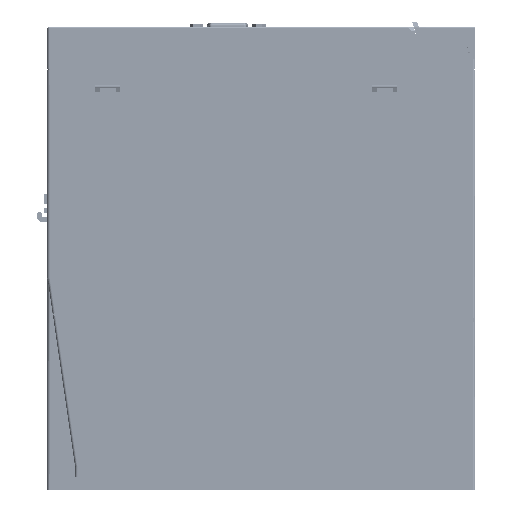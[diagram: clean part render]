
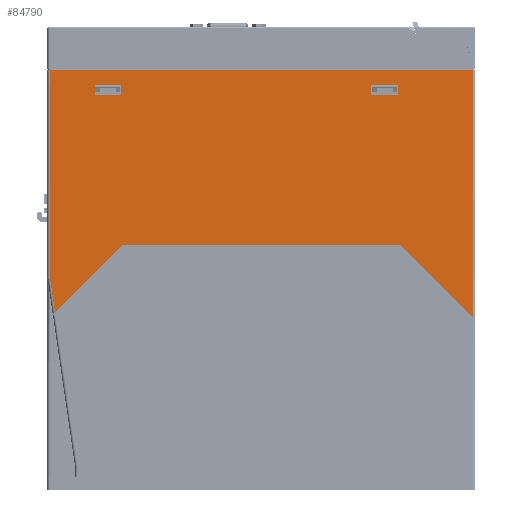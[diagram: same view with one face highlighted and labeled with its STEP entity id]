
A CAD part, left-side view. The second image highlights one B-rep face of the part: STEP entity #84790.
In plain terms, the highlighted planar face has unit normal (-1, 0, 0).
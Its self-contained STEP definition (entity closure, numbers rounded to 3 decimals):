
#8608=DIRECTION('',(0.,0.,1.));
#8609=VECTOR('',#8608,82.656);
#8610=CARTESIAN_POINT('',(-40.,89.,-100.656));
#8611=LINE('',#8610,#8609);
#8612=DIRECTION('',(0.,-1.,0.));
#8613=VECTOR('',#8612,168.);
#8614=CARTESIAN_POINT('',(-40.,89.,-18.));
#8615=LINE('',#8614,#8613);
#8616=DIRECTION('',(0.,0.707,0.707));
#8617=VECTOR('',#8616,40.719);
#8618=CARTESIAN_POINT('',(-40.,-79.,
-116.293));
#8619=LINE('',#8618,#8617);
#8620=DIRECTION('',(0.,0.707,-0.707));
#8621=VECTOR('',#8620,37.891);
#8622=CARTESIAN_POINT('',(-40.,60.207,-87.5));
#8623=LINE('',#8622,#8621);
#8624=DIRECTION('',(0.,0.145,0.989));
#8625=VECTOR('',#8624,13.782);
#8626=CARTESIAN_POINT('',(-40.,87.,
-114.293));
#8627=LINE('',#8626,#8625);
#8632=DIRECTION('',(0.,0.,1.));
#8633=VECTOR('',#8632,98.293);
#8634=CARTESIAN_POINT('',(-40.,-79.,
-116.293));
#8635=LINE('',#8634,#8633);
#8649=DIRECTION('',(0.,-1.,0.));
#8650=VECTOR('',#8649,110.414);
#8651=CARTESIAN_POINT('',(-40.,60.207,-87.5));
#8652=LINE('',#8651,#8650);
#8702=DIRECTION('',(0.,0.,-1.));
#8703=VECTOR('',#8702,4.);
#8704=CARTESIAN_POINT('',(-40.,-49.25,-24.1));
#8705=LINE('',#8704,#8703);
#8758=DIRECTION('',(0.,0.,1.));
#8759=VECTOR('',#8758,4.);
#8760=CARTESIAN_POINT('',(-40.,-38.75,-28.1));
#8761=LINE('',#8760,#8759);
#8766=DIRECTION('',(0.,1.,0.));
#8767=VECTOR('',#8766,10.5);
#8768=CARTESIAN_POINT('',(-40.,-49.25,-28.1));
#8769=LINE('',#8768,#8767);
#8774=DIRECTION('',(0.,-1.,0.));
#8775=VECTOR('',#8774,10.5);
#8776=CARTESIAN_POINT('',(-40.,-38.75,-24.1));
#8777=LINE('',#8776,#8775);
#8876=DIRECTION('',(0.,0.,-1.));
#8877=VECTOR('',#8876,4.);
#8878=CARTESIAN_POINT('',(-40.,60.75,-24.1));
#8879=LINE('',#8878,#8877);
#8932=DIRECTION('',(0.,0.,1.));
#8933=VECTOR('',#8932,4.);
#8934=CARTESIAN_POINT('',(-40.,71.25,-28.1));
#8935=LINE('',#8934,#8933);
#8940=DIRECTION('',(0.,1.,0.));
#8941=VECTOR('',#8940,10.5);
#8942=CARTESIAN_POINT('',(-40.,60.75,-28.1));
#8943=LINE('',#8942,#8941);
#8948=DIRECTION('',(0.,-1.,0.));
#8949=VECTOR('',#8948,10.5);
#8950=CARTESIAN_POINT('',(-40.,71.25,-24.1));
#8951=LINE('',#8950,#8949);
#57755=CARTESIAN_POINT('',(-40.,-79.,-18.));
#57757=VERTEX_POINT('',#57755);
#57758=CARTESIAN_POINT('',(-40.,89.,-18.));
#57759=VERTEX_POINT('',#57758);
#58435=CARTESIAN_POINT('',(-40.,89.,-100.656));
#58436=VERTEX_POINT('',#58435);
#58437=CARTESIAN_POINT('',(-40.,-79.,
-116.293));
#58438=CARTESIAN_POINT('',(-40.,-50.207,-87.5));
#58439=VERTEX_POINT('',#58437);
#58440=VERTEX_POINT('',#58438);
#58441=CARTESIAN_POINT('',(-40.,60.207,-87.5));
#58442=CARTESIAN_POINT('',(-40.,87.,
-114.293));
#58443=VERTEX_POINT('',#58441);
#58444=VERTEX_POINT('',#58442);
#66849=CARTESIAN_POINT('',(-40.,-49.25,-24.1));
#66850=VERTEX_POINT('',#66849);
#66851=CARTESIAN_POINT('',(-40.,-49.25,-28.1));
#66852=VERTEX_POINT('',#66851);
#66855=CARTESIAN_POINT('',(-40.,-38.75,-28.1));
#66856=VERTEX_POINT('',#66855);
#66859=CARTESIAN_POINT('',(-40.,-38.75,-24.1));
#66860=VERTEX_POINT('',#66859);
#66865=CARTESIAN_POINT('',(-40.,60.75,-24.1));
#66866=VERTEX_POINT('',#66865);
#66867=CARTESIAN_POINT('',(-40.,60.75,-28.1));
#66868=VERTEX_POINT('',#66867);
#66871=CARTESIAN_POINT('',(-40.,71.25,-28.1));
#66872=VERTEX_POINT('',#66871);
#66875=CARTESIAN_POINT('',(-40.,71.25,-24.1));
#66876=VERTEX_POINT('',#66875);
#84752=CARTESIAN_POINT('',(-40.,5.,-67.146));
#84753=DIRECTION('',(1.,0.,0.));
#84754=DIRECTION('',(0.,1.,0.));
#84755=AXIS2_PLACEMENT_3D('',#84752,#84753,#84754);
#84756=PLANE('',#84755);
#84758=ORIENTED_EDGE('',*,*,#84757,.T.);
#84759=ORIENTED_EDGE('',*,*,#83746,.T.);
#84761=ORIENTED_EDGE('',*,*,#84760,.F.);
#84763=ORIENTED_EDGE('',*,*,#84762,.T.);
#84765=ORIENTED_EDGE('',*,*,#84764,.F.);
#84766=ORIENTED_EDGE('',*,*,#84744,.T.);
#84767=ORIENTED_EDGE('',*,*,#84733,.T.);
#84768=EDGE_LOOP('',(#84758,#84759,#84761,#84763,#84765,#84766,#84767));
#84769=FACE_OUTER_BOUND('',#84768,.F.);
#84771=ORIENTED_EDGE('',*,*,#84770,.F.);
#84773=ORIENTED_EDGE('',*,*,#84772,.F.);
#84775=ORIENTED_EDGE('',*,*,#84774,.F.);
#84777=ORIENTED_EDGE('',*,*,#84776,.F.);
#84778=EDGE_LOOP('',(#84771,#84773,#84775,#84777));
#84779=FACE_BOUND('',#84778,.F.);
#84781=ORIENTED_EDGE('',*,*,#84780,.F.);
#84783=ORIENTED_EDGE('',*,*,#84782,.F.);
#84785=ORIENTED_EDGE('',*,*,#84784,.F.);
#84787=ORIENTED_EDGE('',*,*,#84786,.F.);
#84788=EDGE_LOOP('',(#84781,#84783,#84785,#84787));
#84789=FACE_BOUND('',#84788,.F.);
#84790=ADVANCED_FACE('',(#84769,#84779,#84789),#84756,.F.);
#83746=EDGE_CURVE('',#57759,#57757,#8615,.T.);
#84733=EDGE_CURVE('',#58444,#58436,#8627,.T.);
#84744=EDGE_CURVE('',#58443,#58444,#8623,.T.);
#84757=EDGE_CURVE('',#58436,#57759,#8611,.T.);
#84760=EDGE_CURVE('',#58439,#57757,#8635,.T.);
#84762=EDGE_CURVE('',#58439,#58440,#8619,.T.);
#84764=EDGE_CURVE('',#58443,#58440,#8652,.T.);
#84770=EDGE_CURVE('',#66850,#66852,#8705,.T.);
#84772=EDGE_CURVE('',#66860,#66850,#8777,.T.);
#84774=EDGE_CURVE('',#66856,#66860,#8761,.T.);
#84776=EDGE_CURVE('',#66852,#66856,#8769,.T.);
#84780=EDGE_CURVE('',#66866,#66868,#8879,.T.);
#84782=EDGE_CURVE('',#66876,#66866,#8951,.T.);
#84784=EDGE_CURVE('',#66872,#66876,#8935,.T.);
#84786=EDGE_CURVE('',#66868,#66872,#8943,.T.);
